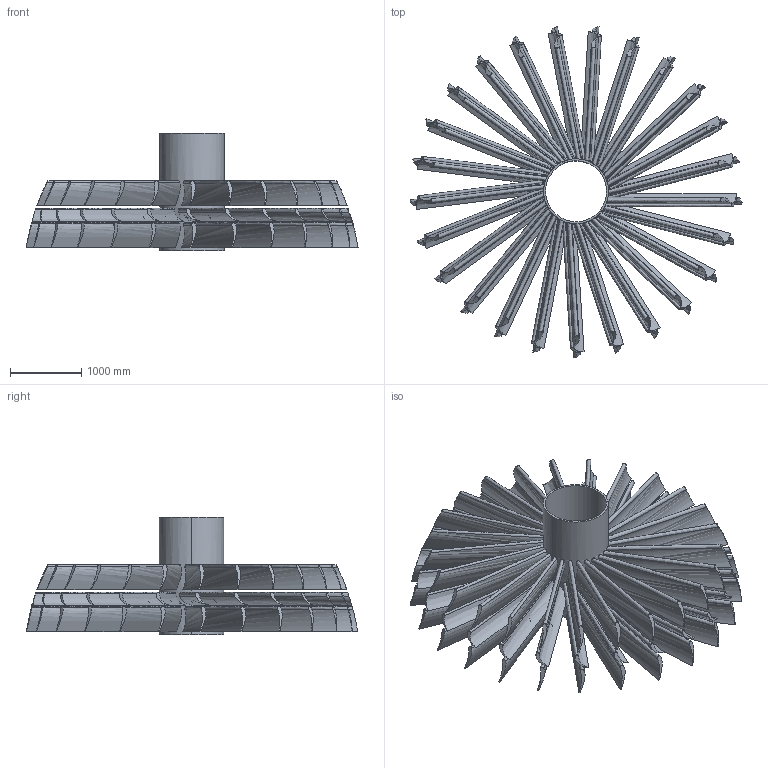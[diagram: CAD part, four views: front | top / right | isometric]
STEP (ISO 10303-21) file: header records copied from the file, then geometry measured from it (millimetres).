
FILE_DESCRIPTION(('FreeCAD Model'),'2;1');
FILE_NAME('Open CASCADE Shape Model','2025-04-27T10:35:53',('FreeCAD'),( 'FreeCAD'),'Open CASCADE STEP processor 7.6','FreeCAD','Unknown');
FILE_SCHEMA(('AUTOMOTIVE_DESIGN { 1 0 10303 214 1 1 1 1 }'));
Length unit declared in the file: millimetre
Products named in the file (1): Open CASCADE STEP translator 7.6 1
Bounding box: 4672.75 x 4666.1 x 1660.38 mm (x, y, z)
Volume: 1603507862.8 mm3; surface area: 103682764.3 mm2
Topology: 1 solids, 1 shells, 356 faces, 858 edges, 572 vertices
Faces by surface type: bspline 356
Entity records: 30149 total; most frequent: CARTESIAN_POINT 24753, ORIENTED_EDGE 1716, EDGE_CURVE 858, B_SPLINE_CURVE_WITH_KNOTS 748, VERTEX_POINT 572, FACE_BOUND 426, EDGE_LOOP 426, ADVANCED_FACE 356
